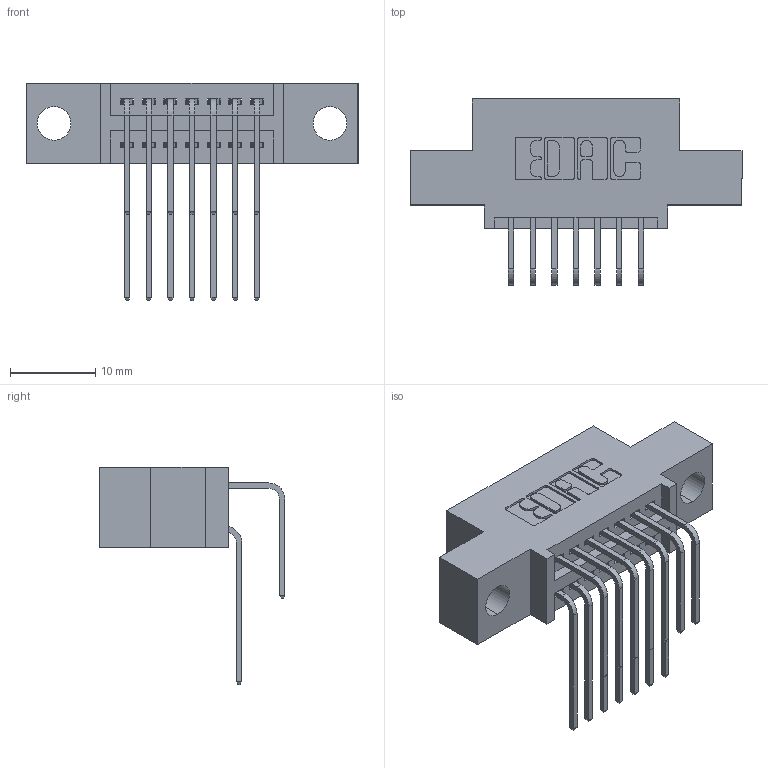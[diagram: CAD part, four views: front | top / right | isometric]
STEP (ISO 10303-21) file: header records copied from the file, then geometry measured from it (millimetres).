
FILE_DESCRIPTION (( 'STEP AP203' ), '1' );
FILE_NAME ('395-014-558-504.STEP', '2021-06-14T18:04:42', ( '' ), ( '' ), 'SwSTEP 2.0', 'SolidWorks 2020', '' );
FILE_SCHEMA (( 'CONFIG_CONTROL_DESIGN' ));
Length unit declared in the file: inch
Products named in the file (4): 345-292-001_558 559 Tail - 1; 395-014-558-504; 345 Part_0.110 Offset - 0.156 Dia-TI; 345-292-001_558 Tail - 2
Assembly tree (15 placements, depth 2):
  395-014-558-504
    345 Part_0.110 Offset - 0.156 Dia-TI
    345-292-001_558 559 Tail - 1  x7
    345-292-001_558 Tail - 2  x7
Bounding box: 38.99 x 21.83 x 25.53 mm (x, y, z)
Volume: 3364 mm3; surface area: 4618.9 mm2
Topology: 15 solids, 15 shells, 872 faces, 2559 edges, 1686 vertices
Faces by surface type: plane 588, cylinder 284
Entity records: 12407 total; most frequent: CARTESIAN_POINT 2165, ORIENTED_EDGE 2046, DIRECTION 1923, EDGE_CURVE 1023, LINE 823, VECTOR 823, VERTEX_POINT 678, AXIS2_PLACEMENT_3D 550
